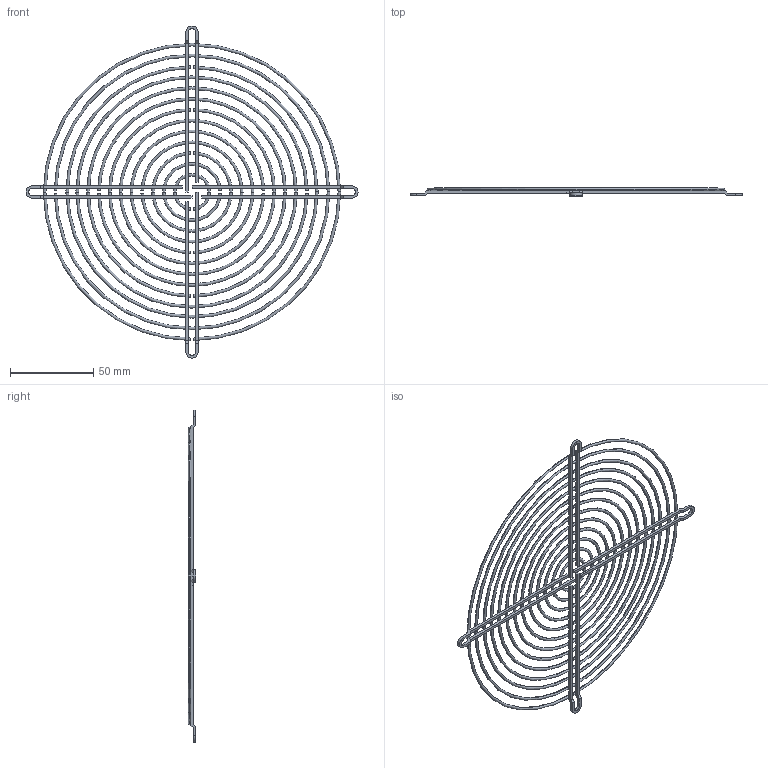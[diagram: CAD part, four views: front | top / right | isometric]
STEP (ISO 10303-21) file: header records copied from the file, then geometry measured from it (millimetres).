
FILE_DESCRIPTION(('starvars output'),'2;1');
FILE_NAME('f200ul.stp','16:12:25 2014/09/16',( 'Thomas Industrial Network Germany GmbH'),( 'Thomas Industrial Network Germany GmbH'),'unknown preprocess','ACIS' ,'unknown authorization');
FILE_SCHEMA(('AUTOMOTIVE_DESIGN_CC2 {UNKNOWN IMPLEMENTATION LEVEL}'));
Length unit declared in the file: millimetre
Products named in the file (1): PRODUCT_ID_22
Bounding box: 198.96 x 4.7 x 198.96 mm (x, y, z)
Volume: 10068 mm3; surface area: 25244.2 mm2
Topology: 17 solids, 17 shells, 268 faces, 688 edges, 454 vertices
Faces by surface type: plane 178, torus 66, cone 16, cylinder 8
Entity records: 11564 total; most frequent: CARTESIAN_POINT 3093, ORIENTED_EDGE 1584, DIRECTION 918, EDGE_CURVE 792, VERTEX_POINT 662, AXIS2_PLACEMENT_3D 403, EDGE_LOOP 372, FACE_BOUND 372
